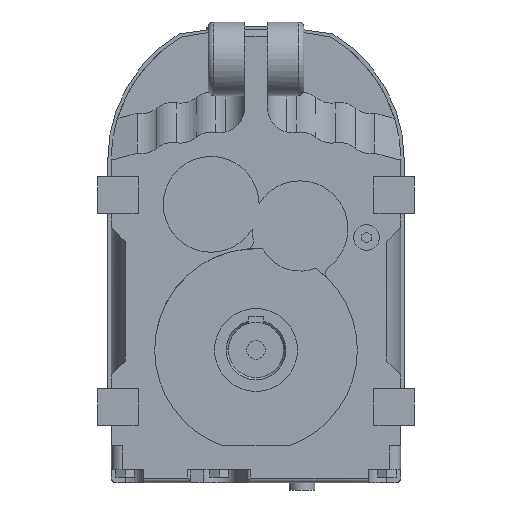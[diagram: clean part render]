
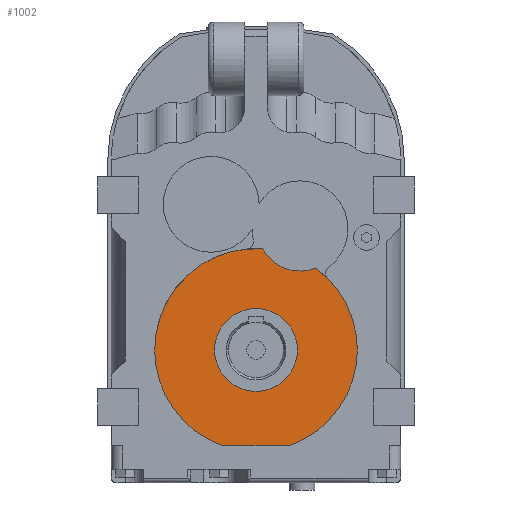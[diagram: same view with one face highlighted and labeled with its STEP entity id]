
A CAD part, left-side view. The second image highlights one B-rep face of the part: STEP entity #1002.
In plain terms, the highlighted planar face has unit normal (-1, 0, 0).
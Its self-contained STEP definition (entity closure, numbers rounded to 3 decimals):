
#1002=ADVANCED_FACE('NONE',(#2061,#2062),#2063,.F.);
#2061=FACE_BOUND('',#3289,.T.);
#2062=FACE_OUTER_BOUND('',#3290,.T.);
#2063=PLANE('',#3291);
#3289=EDGE_LOOP('',(#6326,#6327));
#3290=EDGE_LOOP('',(#6328,#6329,#6330,#6331,#6332,#6333));
#3291=AXIS2_PLACEMENT_3D('',#6334,#6335,#6336);
#6326=ORIENTED_EDGE('',*,*,#6742,.T.);
#6327=ORIENTED_EDGE('',*,*,#6737,.T.);
#6328=ORIENTED_EDGE('',*,*,#7526,.F.);
#6329=ORIENTED_EDGE('',*,*,#7560,.T.);
#6330=ORIENTED_EDGE('',*,*,#7522,.F.);
#6331=ORIENTED_EDGE('',*,*,#7555,.F.);
#6332=ORIENTED_EDGE('',*,*,#7805,.F.);
#6333=ORIENTED_EDGE('',*,*,#6631,.F.);
#6334=CARTESIAN_POINT('',(0.0,0.0,0.0));
#6335=DIRECTION('',(1.0,0.0,0.0));
#6336=DIRECTION('',(0.0,-0.0,-1.0));
#6631=EDGE_CURVE('NONE',#7916,#7919,#7920,.F.);
#6737=EDGE_CURVE('',#8104,#8101,#8105,.T.);
#6742=EDGE_CURVE('',#8101,#8104,#8111,.T.);
#7522=EDGE_CURVE('NONE',#9277,#9279,#9280,.F.);
#7526=EDGE_CURVE('NONE',#9283,#7916,#9285,.F.);
#7555=EDGE_CURVE('NONE',#9330,#9277,#9332,.F.);
#7560=EDGE_CURVE('NONE',#9283,#9279,#9338,.T.);
#7805=EDGE_CURVE('NONE',#7919,#9330,#9666,.F.);
#7916=VERTEX_POINT('',#9804);
#7919=VERTEX_POINT('NONE',#9808);
#7920=CIRCLE('',#9809,55.0);
#8101=VERTEX_POINT('',#10161);
#8104=VERTEX_POINT('',#10165);
#8105=CIRCLE('',#10166,22.5);
#8111=CIRCLE('',#10173,22.5);
#9277=VERTEX_POINT('NONE',#12205);
#9279=VERTEX_POINT('NONE',#12208);
#9280=CIRCLE('',#12209,55.0);
#9283=VERTEX_POINT('NONE',#12213);
#9285=CIRCLE('',#12216,55.0);
#9330=VERTEX_POINT('NONE',#12275);
#9332=CIRCLE('',#12278,55.0);
#9338=LINE('',#12285,#12286);
#9666=CIRCLE('',#12749,23.0);
#9804=CARTESIAN_POINT('',(0.,55.0,0.));
#9808=CARTESIAN_POINT('',(0.,-3.632,54.88));
#9809=AXIS2_PLACEMENT_3D('',#12900,#12901,#12902);
#10161=CARTESIAN_POINT('',(0.0,22.5,0.));
#10165=CARTESIAN_POINT('',(0.0,-22.5,0.));
#10166=AXIS2_PLACEMENT_3D('',#13078,#13079,#13080);
#10173=AXIS2_PLACEMENT_3D('',#13088,#13089,#13090);
#12205=CARTESIAN_POINT('',(0.0,-55.0,0.0));
#12208=CARTESIAN_POINT('',(0.,-17.916,-52.0));
#12209=AXIS2_PLACEMENT_3D('',#13909,#13910,#13911);
#12213=CARTESIAN_POINT('',(0.,17.916,-52.0));
#12216=AXIS2_PLACEMENT_3D('',#13914,#13915,#13916);
#12275=CARTESIAN_POINT('',(0.,-32.401,44.443));
#12278=AXIS2_PLACEMENT_3D('',#13956,#13957,#13958);
#12285=CARTESIAN_POINT('',(0.0,39.25,-52.0));
#12286=VECTOR('',#13963,1.0);
#12749=AXIS2_PLACEMENT_3D('',#14193,#14194,#14195);
#12900=CARTESIAN_POINT('',(0.,0.0,0.0));
#12901=DIRECTION('',(-1.0,0.0,0.0));
#12902=DIRECTION('',(0.0,-1.0,0.0));
#13078=CARTESIAN_POINT('',(0.0,0.0,0.0));
#13079=DIRECTION('',(1.0,0.0,0.0));
#13080=DIRECTION('',(0.0,-1.0,0.0));
#13088=CARTESIAN_POINT('',(0.0,0.0,0.0));
#13089=DIRECTION('',(1.0,0.0,0.0));
#13090=DIRECTION('',(0.0,-1.0,0.0));
#13909=CARTESIAN_POINT('',(0.,0.0,0.0));
#13910=DIRECTION('',(-1.0,0.0,0.0));
#13911=DIRECTION('',(0.0,-1.0,0.0));
#13914=CARTESIAN_POINT('',(0.,0.0,0.0));
#13915=DIRECTION('',(-1.0,0.0,0.0));
#13916=DIRECTION('',(0.0,-1.0,0.0));
#13956=CARTESIAN_POINT('',(0.,0.0,0.0));
#13957=DIRECTION('',(-1.0,0.0,0.0));
#13958=DIRECTION('',(0.0,-1.0,0.0));
#13963=DIRECTION('',(0.0,-1.0,0.));
#14193=CARTESIAN_POINT('',(0.0,-23.872,65.804));
#14194=DIRECTION('',(1.0,0.0,0.0));
#14195=DIRECTION('',(0.0,1.0,0.0));
